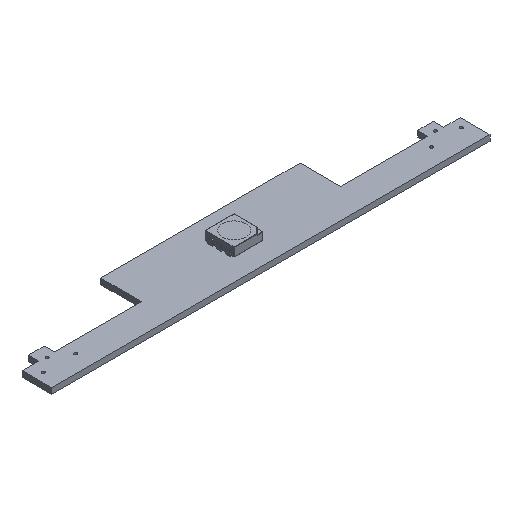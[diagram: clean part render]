
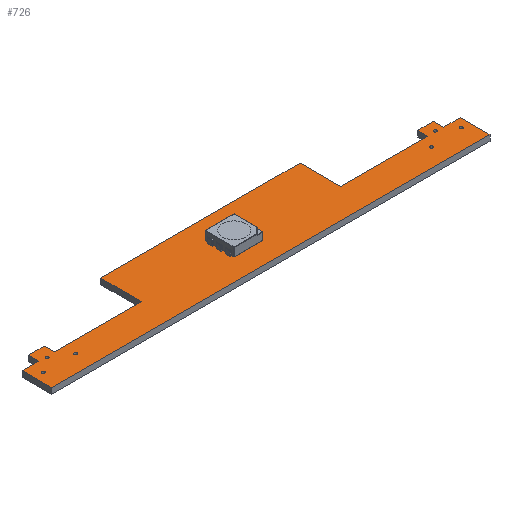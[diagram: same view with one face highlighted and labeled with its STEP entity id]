
A CAD part, isometric view. The second image highlights one B-rep face of the part: STEP entity #726.
In plain terms, the highlighted planar face has unit normal (0, 0, 1).
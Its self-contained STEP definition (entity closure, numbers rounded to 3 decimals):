
#37 = VERTEX_POINT('',#38);
#38 = CARTESIAN_POINT('',(-25.879,49.694,0.));
#55 = VERTEX_POINT('',#56);
#56 = CARTESIAN_POINT('',(-23.021,49.694,0.));
#62 = EDGE_CURVE('',#37,#55,#63,.T.);
#63 = LINE('',#64,#65);
#64 = CARTESIAN_POINT('',(-25.879,49.694,0.));
#65 = VECTOR('',#66,1.);
#66 = DIRECTION('',(1.,0.,0.));
#86 = VERTEX_POINT('',#87);
#87 = CARTESIAN_POINT('',(-23.021,51.44,0.));
#93 = EDGE_CURVE('',#55,#86,#94,.T.);
#94 = LINE('',#95,#96);
#95 = CARTESIAN_POINT('',(-23.021,49.694,0.));
#96 = VECTOR('',#97,1.);
#97 = DIRECTION('',(0.,1.,0.));
#117 = VERTEX_POINT('',#118);
#118 = CARTESIAN_POINT('',(-20.322,51.44,0.));
#124 = EDGE_CURVE('',#86,#117,#125,.T.);
#125 = LINE('',#126,#127);
#126 = CARTESIAN_POINT('',(-23.021,51.44,0.));
#127 = VECTOR('',#128,1.);
#128 = DIRECTION('',(1.,0.,0.));
#148 = VERTEX_POINT('',#149);
#149 = CARTESIAN_POINT('',(-20.322,49.694,0.));
#155 = EDGE_CURVE('',#117,#148,#156,.T.);
#156 = LINE('',#157,#158);
#157 = CARTESIAN_POINT('',(-20.322,51.44,0.));
#158 = VECTOR('',#159,1.);
#159 = DIRECTION('',(0.,-1.,0.));
#179 = VERTEX_POINT('',#180);
#180 = CARTESIAN_POINT('',(-5.398,49.694,0.));
#186 = EDGE_CURVE('',#148,#179,#187,.T.);
#187 = LINE('',#188,#189);
#188 = CARTESIAN_POINT('',(-20.322,49.694,0.));
#189 = VECTOR('',#190,1.);
#190 = DIRECTION('',(1.,0.,0.));
#210 = VERTEX_POINT('',#211);
#211 = CARTESIAN_POINT('',(-5.398,56.68,0.));
#217 = EDGE_CURVE('',#179,#210,#218,.T.);
#218 = LINE('',#219,#220);
#219 = CARTESIAN_POINT('',(-5.398,49.694,0.));
#220 = VECTOR('',#221,1.);
#221 = DIRECTION('',(0.,1.,0.));
#241 = VERTEX_POINT('',#242);
#242 = CARTESIAN_POINT('',(28.737,56.68,0.));
#248 = EDGE_CURVE('',#210,#241,#249,.T.);
#249 = LINE('',#250,#251);
#250 = CARTESIAN_POINT('',(-5.398,56.68,0.));
#251 = VECTOR('',#252,1.);
#252 = DIRECTION('',(1.,0.,0.));
#272 = VERTEX_POINT('',#273);
#273 = CARTESIAN_POINT('',(28.737,49.694,0.));
#279 = EDGE_CURVE('',#241,#272,#280,.T.);
#280 = LINE('',#281,#282);
#281 = CARTESIAN_POINT('',(28.737,56.68,0.));
#282 = VECTOR('',#283,1.);
#283 = DIRECTION('',(0.,-1.,0.));
#303 = VERTEX_POINT('',#304);
#304 = CARTESIAN_POINT('',(43.661,49.694,0.));
#310 = EDGE_CURVE('',#272,#303,#311,.T.);
#311 = LINE('',#312,#313);
#312 = CARTESIAN_POINT('',(28.737,49.694,0.));
#313 = VECTOR('',#314,1.);
#314 = DIRECTION('',(1.,0.,0.));
#334 = VERTEX_POINT('',#335);
#335 = CARTESIAN_POINT('',(43.661,51.44,0.));
#341 = EDGE_CURVE('',#303,#334,#342,.T.);
#342 = LINE('',#343,#344);
#343 = CARTESIAN_POINT('',(43.661,49.694,0.));
#344 = VECTOR('',#345,1.);
#345 = DIRECTION('',(0.,1.,0.));
#365 = VERTEX_POINT('',#366);
#366 = CARTESIAN_POINT('',(46.36,51.44,0.));
#372 = EDGE_CURVE('',#334,#365,#373,.T.);
#373 = LINE('',#374,#375);
#374 = CARTESIAN_POINT('',(43.661,51.44,0.));
#375 = VECTOR('',#376,1.);
#376 = DIRECTION('',(1.,0.,0.));
#396 = VERTEX_POINT('',#397);
#397 = CARTESIAN_POINT('',(46.36,49.694,0.));
#403 = EDGE_CURVE('',#365,#396,#404,.T.);
#404 = LINE('',#405,#406);
#405 = CARTESIAN_POINT('',(46.36,51.44,0.));
#406 = VECTOR('',#407,1.);
#407 = DIRECTION('',(0.,-1.,0.));
#427 = VERTEX_POINT('',#428);
#428 = CARTESIAN_POINT('',(49.218,49.694,0.));
#434 = EDGE_CURVE('',#396,#427,#435,.T.);
#435 = LINE('',#436,#437);
#436 = CARTESIAN_POINT('',(46.36,49.694,0.));
#437 = VECTOR('',#438,1.);
#438 = DIRECTION('',(1.,0.,0.));
#458 = VERTEX_POINT('',#459);
#459 = CARTESIAN_POINT('',(49.218,44.613,0.));
#465 = EDGE_CURVE('',#427,#458,#466,.T.);
#466 = LINE('',#467,#468);
#467 = CARTESIAN_POINT('',(49.218,49.694,0.));
#468 = VECTOR('',#469,1.);
#469 = DIRECTION('',(0.,-1.,0.));
#489 = VERTEX_POINT('',#490);
#490 = CARTESIAN_POINT('',(-25.879,44.613,0.));
#496 = EDGE_CURVE('',#458,#489,#497,.T.);
#497 = LINE('',#498,#499);
#498 = CARTESIAN_POINT('',(49.218,44.613,0.));
#499 = VECTOR('',#500,1.);
#500 = DIRECTION('',(-1.,0.,0.));
#518 = EDGE_CURVE('',#489,#37,#519,.T.);
#519 = LINE('',#520,#521);
#520 = CARTESIAN_POINT('',(-25.879,44.613,0.));
#521 = VECTOR('',#522,1.);
#522 = DIRECTION('',(0.,1.,0.));
#533 = VERTEX_POINT('',#534);
#534 = CARTESIAN_POINT('',(-24.048,47.63,0.));
#550 = EDGE_CURVE('',#533,#533,#551,.T.);
#551 = CIRCLE('',#552,0.243);
#552 = AXIS2_PLACEMENT_3D('',#553,#554,#555);
#553 = CARTESIAN_POINT('',(-24.291,47.63,0.));
#554 = DIRECTION('',(0.,0.,-1.));
#555 = DIRECTION('',(1.,0.,0.));
#566 = VERTEX_POINT('',#567);
#567 = CARTESIAN_POINT('',(-21.508,49.535,0.));
#583 = EDGE_CURVE('',#566,#566,#584,.T.);
#584 = CIRCLE('',#585,0.243);
#585 = AXIS2_PLACEMENT_3D('',#586,#587,#588);
#586 = CARTESIAN_POINT('',(-21.751,49.535,0.));
#587 = DIRECTION('',(0.,0.,-1.));
#588 = DIRECTION('',(1.,0.,0.));
#599 = VERTEX_POINT('',#600);
#600 = CARTESIAN_POINT('',(-18.491,47.63,0.));
#616 = EDGE_CURVE('',#599,#599,#617,.T.);
#617 = CIRCLE('',#618,0.243);
#618 = AXIS2_PLACEMENT_3D('',#619,#620,#621);
#619 = CARTESIAN_POINT('',(-18.734,47.63,0.));
#620 = DIRECTION('',(0.,0.,-1.));
#621 = DIRECTION('',(1.,0.,0.));
#632 = VERTEX_POINT('',#633);
#633 = CARTESIAN_POINT('',(42.634,47.789,0.));
#649 = EDGE_CURVE('',#632,#632,#650,.T.);
#650 = CIRCLE('',#651,0.243);
#651 = AXIS2_PLACEMENT_3D('',#652,#653,#654);
#652 = CARTESIAN_POINT('',(42.391,47.789,0.));
#653 = DIRECTION('',(0.,0.,-1.));
#654 = DIRECTION('',(1.,0.,0.));
#665 = VERTEX_POINT('',#666);
#666 = CARTESIAN_POINT('',(45.333,49.853,0.));
#682 = EDGE_CURVE('',#665,#665,#683,.T.);
#683 = CIRCLE('',#684,0.243);
#684 = AXIS2_PLACEMENT_3D('',#685,#686,#687);
#685 = CARTESIAN_POINT('',(45.09,49.853,0.));
#686 = DIRECTION('',(0.,0.,-1.));
#687 = DIRECTION('',(1.,0.,0.));
#698 = VERTEX_POINT('',#699);
#699 = CARTESIAN_POINT('',(48.032,48.106,0.));
#715 = EDGE_CURVE('',#698,#698,#716,.T.);
#716 = CIRCLE('',#717,0.243);
#717 = AXIS2_PLACEMENT_3D('',#718,#719,#720);
#718 = CARTESIAN_POINT('',(47.789,48.106,0.));
#719 = DIRECTION('',(0.,0.,-1.));
#720 = DIRECTION('',(1.,0.,0.));
#726 = ADVANCED_FACE('',(#727,#745,#748,#751,#754,#757,#760),#763,.F.);
#727 = FACE_BOUND('',#728,.F.);
#728 = EDGE_LOOP('',(#729,#730,#731,#732,#733,#734,#735,#736,#737,#738,
    #739,#740,#741,#742,#743,#744));
#729 = ORIENTED_EDGE('',*,*,#62,.T.);
#730 = ORIENTED_EDGE('',*,*,#93,.T.);
#731 = ORIENTED_EDGE('',*,*,#124,.T.);
#732 = ORIENTED_EDGE('',*,*,#155,.T.);
#733 = ORIENTED_EDGE('',*,*,#186,.T.);
#734 = ORIENTED_EDGE('',*,*,#217,.T.);
#735 = ORIENTED_EDGE('',*,*,#248,.T.);
#736 = ORIENTED_EDGE('',*,*,#279,.T.);
#737 = ORIENTED_EDGE('',*,*,#310,.T.);
#738 = ORIENTED_EDGE('',*,*,#341,.T.);
#739 = ORIENTED_EDGE('',*,*,#372,.T.);
#740 = ORIENTED_EDGE('',*,*,#403,.T.);
#741 = ORIENTED_EDGE('',*,*,#434,.T.);
#742 = ORIENTED_EDGE('',*,*,#465,.T.);
#743 = ORIENTED_EDGE('',*,*,#496,.T.);
#744 = ORIENTED_EDGE('',*,*,#518,.T.);
#745 = FACE_BOUND('',#746,.T.);
#746 = EDGE_LOOP('',(#747));
#747 = ORIENTED_EDGE('',*,*,#550,.T.);
#748 = FACE_BOUND('',#749,.T.);
#749 = EDGE_LOOP('',(#750));
#750 = ORIENTED_EDGE('',*,*,#583,.T.);
#751 = FACE_BOUND('',#752,.T.);
#752 = EDGE_LOOP('',(#753));
#753 = ORIENTED_EDGE('',*,*,#616,.T.);
#754 = FACE_BOUND('',#755,.T.);
#755 = EDGE_LOOP('',(#756));
#756 = ORIENTED_EDGE('',*,*,#649,.T.);
#757 = FACE_BOUND('',#758,.T.);
#758 = EDGE_LOOP('',(#759));
#759 = ORIENTED_EDGE('',*,*,#682,.T.);
#760 = FACE_BOUND('',#761,.T.);
#761 = EDGE_LOOP('',(#762));
#762 = ORIENTED_EDGE('',*,*,#715,.T.);
#763 = PLANE('',#764);
#764 = AXIS2_PLACEMENT_3D('',#765,#766,#767);
#765 = CARTESIAN_POINT('',(-25.879,49.694,0.));
#766 = DIRECTION('',(0.,0.,-1.));
#767 = DIRECTION('',(-1.,0.,0.));
